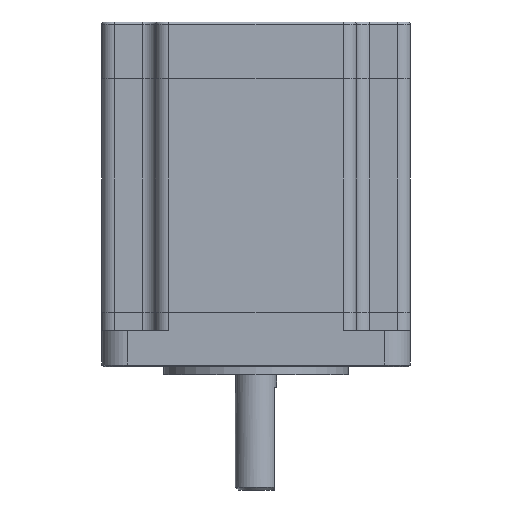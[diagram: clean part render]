
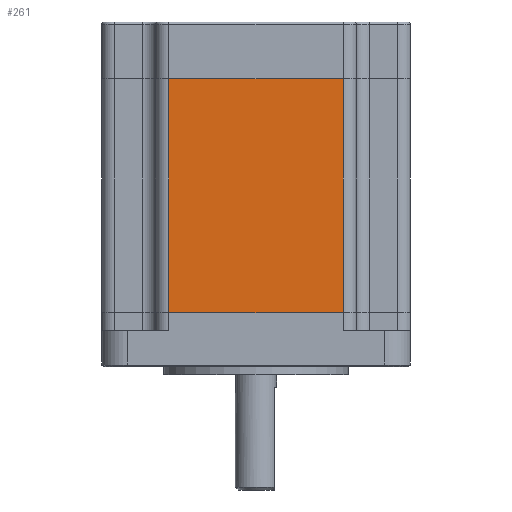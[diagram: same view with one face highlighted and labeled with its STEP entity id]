
A CAD part, left-side view. The second image highlights one B-rep face of the part: STEP entity #261.
In plain terms, the highlighted planar face has unit normal (-1, 0, 0).
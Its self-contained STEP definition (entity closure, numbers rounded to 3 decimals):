
#261 = ADVANCED_FACE( '', ( #630 ), #631, .F. );
#630 = FACE_OUTER_BOUND( '', #1113, .T. );
#631 = PLANE( '', #1114 );
#1113 = EDGE_LOOP( '', ( #1806, #1807, #1808, #1809 ) );
#1114 = AXIS2_PLACEMENT_3D( '', #1810, #1811, #1812 );
#1806 = ORIENTED_EDGE( '', *, *, #2978, .T. );
#1807 = ORIENTED_EDGE( '', *, *, #2897, .F. );
#1808 = ORIENTED_EDGE( '', *, *, #2979, .F. );
#1809 = ORIENTED_EDGE( '', *, *, #2980, .T. );
#1810 = CARTESIAN_POINT( '', ( -29.99, 17., 57.6 ) );
#1811 = DIRECTION( '', ( 1., 0., 0. ) );
#1812 = DIRECTION( '', ( 0., 0., -1. ) );
#2897 = EDGE_CURVE( '', #3501, #3499, #3503, .T. );
#2978 = EDGE_CURVE( '', #3630, #3499, #3631, .T. );
#2979 = EDGE_CURVE( '', #3632, #3501, #3633, .T. );
#2980 = EDGE_CURVE( '', #3632, #3630, #3634, .T. );
#3499 = VERTEX_POINT( '', #4313 );
#3501 = VERTEX_POINT( '', #4315 );
#3503 = LINE( '', #4317, #4318 );
#3630 = VERTEX_POINT( '', #4471 );
#3631 = LINE( '', #4472, #4473 );
#3632 = VERTEX_POINT( '', #4474 );
#3633 = LINE( '', #4475, #4476 );
#3634 = LINE( '', #4477, #4478 );
#4313 = CARTESIAN_POINT( '', ( -29.99, -17., 12.1 ) );
#4315 = CARTESIAN_POINT( '', ( -29.99, -17., 57.6 ) );
#4317 = CARTESIAN_POINT( '', ( -29.99, -17., 57.6 ) );
#4318 = VECTOR( '', #5177, 1000. );
#4471 = CARTESIAN_POINT( '', ( -29.99, 17., 12.1 ) );
#4472 = CARTESIAN_POINT( '', ( -29.99, 17., 12.1 ) );
#4473 = VECTOR( '', #5309, 1000. );
#4474 = CARTESIAN_POINT( '', ( -29.99, 17., 57.6 ) );
#4475 = CARTESIAN_POINT( '', ( -29.99, 17., 57.6 ) );
#4476 = VECTOR( '', #5310, 1000. );
#4477 = CARTESIAN_POINT( '', ( -29.99, 17., 57.6 ) );
#4478 = VECTOR( '', #5311, 1000. );
#5177 = DIRECTION( '', ( 0., 0., -1. ) );
#5309 = DIRECTION( '', ( 0., -1., 0. ) );
#5310 = DIRECTION( '', ( 0., -1., 0. ) );
#5311 = DIRECTION( '', ( 0., 0., -1. ) );
